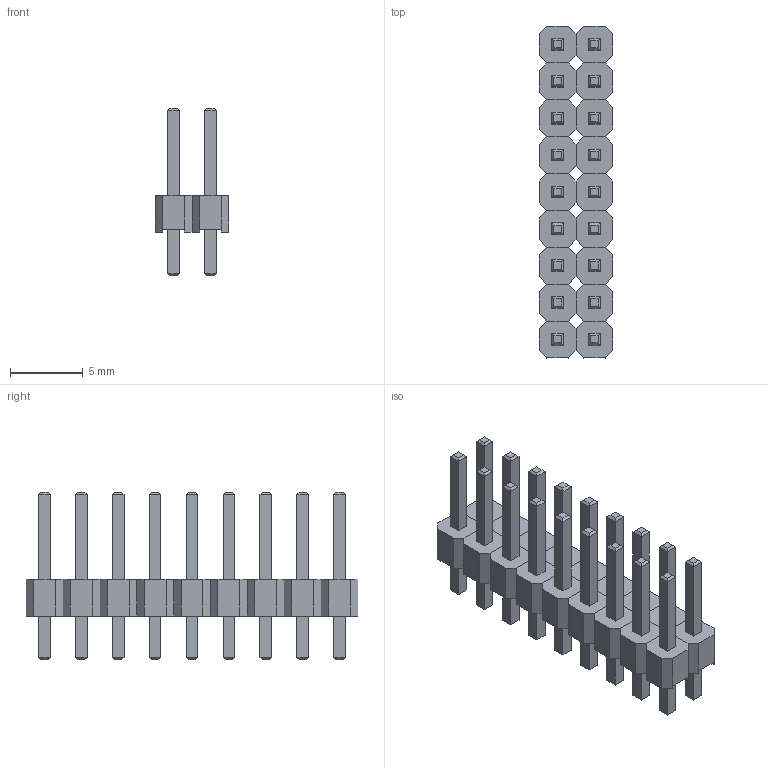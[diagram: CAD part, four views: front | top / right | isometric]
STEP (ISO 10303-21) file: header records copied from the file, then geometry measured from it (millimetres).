
FILE_DESCRIPTION(('FreeCAD Model'),'2;1');
FILE_NAME('2x09.stp', '2015-04-12T19:00:41',('FreeCAD'),('FreeCAD'), 'Open CASCADE STEP processor 6.7','FreeCAD','Unknown');
FILE_SCHEMA(('AUTOMOTIVE_DESIGN_CC2 { 1 2 10303 214 -1 1 5 4 }'));
Length unit declared in the file: millimetre
Products named in the file (2): Array; Array001
Bounding box: 5.08 x 22.86 x 11.54 mm (x, y, z)
Volume: 361.4 mm3; surface area: 1417.1 mm2
Topology: 36 solids, 36 shells, 576 faces, 1296 edges, 792 vertices
Faces by surface type: plane 576
Entity records: 32430 total; most frequent: CARTESIAN_POINT 5437, DIRECTION 4862, LINE 3708, VECTOR 3708, ORIENTED_EDGE 2592, PCURVE 2592, DEFINITIONAL_REPRESENTATION 2592, EDGE_CURVE 1296
